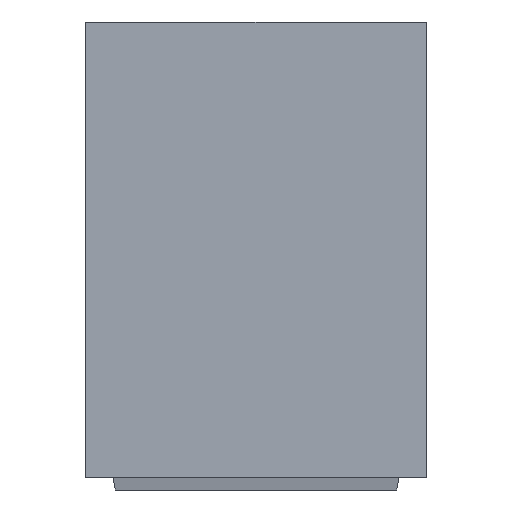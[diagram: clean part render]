
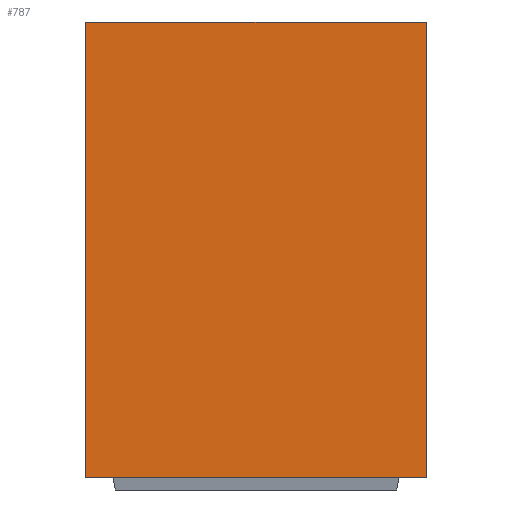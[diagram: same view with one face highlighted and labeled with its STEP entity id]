
A CAD part, left-side view. The second image highlights one B-rep face of the part: STEP entity #787.
In plain terms, the highlighted planar face has unit normal (-1, 0, 0).
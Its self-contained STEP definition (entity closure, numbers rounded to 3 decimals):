
#73=DIRECTION('',(0.,-1.,0.));
#74=VECTOR('',#73,92.);
#75=CARTESIAN_POINT('',(-46.,46.,102.));
#76=LINE('',#75,#74);
#122=DIRECTION('',(0.,0.,-1.));
#123=VECTOR('',#122,123.);
#124=CARTESIAN_POINT('',(-46.,-46.,102.));
#125=LINE('',#124,#123);
#175=DIRECTION('',(0.,0.,-1.));
#176=VECTOR('',#175,123.);
#177=CARTESIAN_POINT('',(-46.,46.,102.));
#178=LINE('',#177,#176);
#203=DIRECTION('',(0.,-1.,0.));
#204=VECTOR('',#203,92.);
#205=CARTESIAN_POINT('',(-46.,46.,-21.));
#206=LINE('',#205,#204);
#586=CARTESIAN_POINT('',(-46.,-46.,102.));
#588=VERTEX_POINT('',#586);
#592=CARTESIAN_POINT('',(-46.,46.,102.));
#593=VERTEX_POINT('',#592);
#594=CARTESIAN_POINT('',(-46.,-46.,-21.));
#596=VERTEX_POINT('',#594);
#600=CARTESIAN_POINT('',(-46.,46.,-21.));
#601=VERTEX_POINT('',#600);
#775=CARTESIAN_POINT('',(-46.,46.,102.));
#776=DIRECTION('',(-1.,0.,0.));
#777=DIRECTION('',(0.,-1.,0.));
#778=AXIS2_PLACEMENT_3D('',#775,#776,#777);
#779=PLANE('',#778);
#780=ORIENTED_EDGE('',*,*,#689,.T.);
#781=ORIENTED_EDGE('',*,*,#730,.T.);
#783=ORIENTED_EDGE('',*,*,#782,.F.);
#784=ORIENTED_EDGE('',*,*,#761,.F.);
#785=EDGE_LOOP('',(#780,#781,#783,#784));
#786=FACE_OUTER_BOUND('',#785,.F.);
#787=ADVANCED_FACE('',(#786),#779,.T.);
#689=EDGE_CURVE('',#593,#588,#76,.T.);
#730=EDGE_CURVE('',#588,#596,#125,.T.);
#761=EDGE_CURVE('',#593,#601,#178,.T.);
#782=EDGE_CURVE('',#601,#596,#206,.T.);
